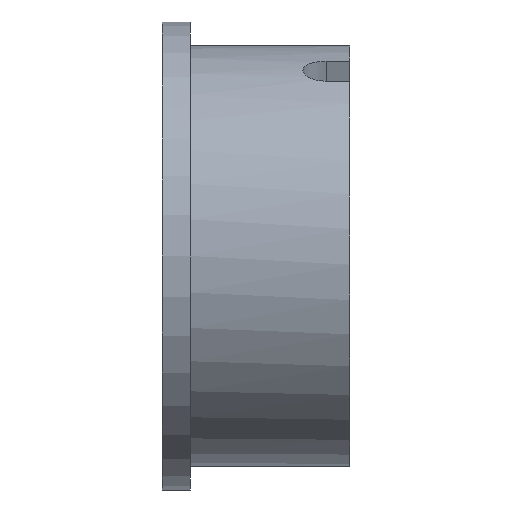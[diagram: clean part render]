
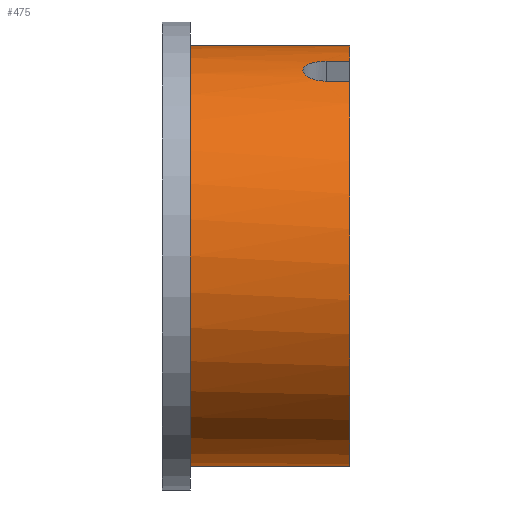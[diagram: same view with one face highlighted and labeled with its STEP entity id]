
A CAD part, left-side view. The second image highlights one B-rep face of the part: STEP entity #475.
In plain terms, the highlighted cylindrical face has radius 22.5 mm (diameter 45 mm), a partial arc.
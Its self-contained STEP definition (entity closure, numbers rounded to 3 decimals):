
#4 = EDGE_CURVE ( 'NONE', #170, #234, #59, .T. ) ;
#29 = CARTESIAN_POINT ( 'NONE',  ( -9.352, 4.448, 20.465 ) ) ;
#33 = CARTESIAN_POINT ( 'NONE',  ( -9.695, 4.724, 20.304 ) ) ;
#39 = DIRECTION ( 'NONE',  ( 0., 0., -1. ) ) ;
#45 = DIRECTION ( 'NONE',  ( 0., -1., 0. ) ) ;
#50 = CARTESIAN_POINT ( 'NONE',  ( -8.588, 2.5, 20.797 ) ) ;
#54 = CARTESIAN_POINT ( 'NONE',  ( 0., 0., 0. ) ) ;
#59 = CIRCLE ( 'NONE', #377, 22.5 ) ;
#70 = AXIS2_PLACEMENT_3D ( 'NONE', #511, #462, #39 ) ;
#75 = CARTESIAN_POINT ( 'NONE',  ( -12.548, 2.5, 18.676 ) ) ;
#76 = DIRECTION ( 'NONE',  ( 0., -1., 0. ) ) ;
#82 = ORIENTED_EDGE ( 'NONE', *, *, #432, .T. ) ;
#85 = EDGE_LOOP ( 'NONE', ( #88, #191, #369, #598, #278, #82, #459, #389 ) ) ;
#88 = ORIENTED_EDGE ( 'NONE', *, *, #519, .F. ) ;
#92 = DIRECTION ( 'NONE',  ( 0., -1., 0. ) ) ;
#93 = VERTEX_POINT ( 'NONE', #226 ) ;
#112 = VECTOR ( 'NONE', #76, 1000. ) ;
#116 = CARTESIAN_POINT ( 'NONE',  ( -12.527, 2.809, 18.691 ) ) ;
#119 = CARTESIAN_POINT ( 'NONE',  ( -12.548, 2.5, 18.676 ) ) ;
#124 = LINE ( 'NONE', #361, #112 ) ;
#125 = CARTESIAN_POINT ( 'NONE',  ( -12.325, 3.704, 18.824 ) ) ;
#128 = CARTESIAN_POINT ( 'NONE',  ( -10.761, 5., 19.76 ) ) ;
#148 = FACE_OUTER_BOUND ( 'NONE', #85, .T. ) ;
#158 = EDGE_CURVE ( 'NONE', #225, #393, #124, .T. ) ;
#169 = CARTESIAN_POINT ( 'NONE',  ( 0., 17., 0. ) ) ;
#170 = VERTEX_POINT ( 'NONE', #410 ) ;
#172 = CARTESIAN_POINT ( 'NONE',  ( -10.351, 5., 19.98 ) ) ;
#180 = CARTESIAN_POINT ( 'NONE',  ( -11.644, 4.636, 19.253 ) ) ;
#181 = DIRECTION ( 'NONE',  ( 0., 0., -1. ) ) ;
#186 = DIRECTION ( 'NONE',  ( 0., -1., 0. ) ) ;
#191 = ORIENTED_EDGE ( 'NONE', *, *, #445, .T. ) ;
#214 = VECTOR ( 'NONE', #186, 1000. ) ;
#217 = CARTESIAN_POINT ( 'NONE',  ( -9.574, 4.639, 20.362 ) ) ;
#224 = CARTESIAN_POINT ( 'NONE',  ( -8.979, 3.977, 20.631 ) ) ;
#225 = VERTEX_POINT ( 'NONE', #50 ) ;
#226 = CARTESIAN_POINT ( 'NONE',  ( 0., 0., 22.5 ) ) ;
#228 = DIRECTION ( 'NONE',  ( 0., -1., 0. ) ) ;
#230 = CARTESIAN_POINT ( 'NONE',  ( -8.588, 2.5, 20.797 ) ) ;
#234 = VERTEX_POINT ( 'NONE', #426 ) ;
#237 = LINE ( 'NONE', #240, #264 ) ;
#239 = DIRECTION ( 'NONE',  ( 0., -1., 0. ) ) ;
#240 = CARTESIAN_POINT ( 'NONE',  ( 0., 17., 22.5 ) ) ;
#264 = VECTOR ( 'NONE', #45, 1000. ) ;
#270 = CARTESIAN_POINT ( 'NONE',  ( -11.289, 4.858, 19.464 ) ) ;
#272 = CARTESIAN_POINT ( 'NONE',  ( -11.947, 4.336, 19.067 ) ) ;
#275 = CARTESIAN_POINT ( 'NONE',  ( -8.777, 3.563, 20.717 ) ) ;
#276 = VERTEX_POINT ( 'NONE', #470 ) ;
#278 = ORIENTED_EDGE ( 'NONE', *, *, #309, .T. ) ;
#283 = CYLINDRICAL_SURFACE ( 'NONE', #70, 22.5 ) ;
#305 = CARTESIAN_POINT ( 'NONE',  ( -8.837, 3.708, 20.692 ) ) ;
#308 = EDGE_CURVE ( 'NONE', #93, #393, #497, .T. ) ;
#309 = EDGE_CURVE ( 'NONE', #170, #402, #419, .T. ) ;
#316 = CARTESIAN_POINT ( 'NONE',  ( -9.061, 4.103, 20.595 ) ) ;
#350 = CARTESIAN_POINT ( 'NONE',  ( -8.588, 0., 20.797 ) ) ;
#361 = CARTESIAN_POINT ( 'NONE',  ( -8.588, 17., 20.797 ) ) ;
#368 = DIRECTION ( 'NONE',  ( 0., 0., -1. ) ) ;
#369 = ORIENTED_EDGE ( 'NONE', *, *, #456, .T. ) ;
#375 = DIRECTION ( 'NONE',  ( 0., 0., -1. ) ) ;
#377 = AXIS2_PLACEMENT_3D ( 'NONE', #589, #228, #181 ) ;
#389 = ORIENTED_EDGE ( 'NONE', *, *, #308, .F. ) ;
#393 = VERTEX_POINT ( 'NONE', #350 ) ;
#395 = CARTESIAN_POINT ( 'NONE',  ( -8.647, 3.118, 20.772 ) ) ;
#398 = CARTESIAN_POINT ( 'NONE',  ( -12.119, 4.099, 18.957 ) ) ;
#402 = VERTEX_POINT ( 'NONE', #75 ) ;
#410 = CARTESIAN_POINT ( 'NONE',  ( -12.548, 0., 18.676 ) ) ;
#413 = AXIS2_PLACEMENT_3D ( 'NONE', #54, #239, #375 ) ;
#419 = LINE ( 'NONE', #508, #599 ) ;
#426 = CARTESIAN_POINT ( 'NONE',  ( 0., 0., -22.5 ) ) ;
#432 = EDGE_CURVE ( 'NONE', #402, #225, #600, .T. ) ;
#444 = CARTESIAN_POINT ( 'NONE',  ( -9.249, 4.34, 20.511 ) ) ;
#445 = EDGE_CURVE ( 'NONE', #276, #448, #469, .T. ) ;
#448 = VERTEX_POINT ( 'NONE', #548 ) ;
#451 = CARTESIAN_POINT ( 'NONE',  ( -8.618, 2.809, 20.784 ) ) ;
#454 = LINE ( 'NONE', #597, #214 ) ;
#456 = EDGE_CURVE ( 'NONE', #448, #234, #454, .T. ) ;
#459 = ORIENTED_EDGE ( 'NONE', *, *, #158, .T. ) ;
#462 = DIRECTION ( 'NONE',  ( 0., -1., 0. ) ) ;
#469 = CIRCLE ( 'NONE', #557, 22.5 ) ;
#470 = CARTESIAN_POINT ( 'NONE',  ( 0., 17., 22.5 ) ) ;
#475 = ADVANCED_FACE ( 'NONE', ( #148 ), #283, .T. ) ;
#485 = CARTESIAN_POINT ( 'NONE',  ( -12.504, 3.118, 18.706 ) ) ;
#497 = CIRCLE ( 'NONE', #413, 22.5 ) ;
#508 = CARTESIAN_POINT ( 'NONE',  ( -12.548, 17., 18.676 ) ) ;
#511 = CARTESIAN_POINT ( 'NONE',  ( 0., 17., 0. ) ) ;
#519 = EDGE_CURVE ( 'NONE', #276, #93, #237, .T. ) ;
#529 = CARTESIAN_POINT ( 'NONE',  ( -11.852, 4.445, 19.126 ) ) ;
#534 = CARTESIAN_POINT ( 'NONE',  ( -10.073, 4.928, 20.121 ) ) ;
#539 = CARTESIAN_POINT ( 'NONE',  ( -12.38, 3.56, 18.788 ) ) ;
#542 = CARTESIAN_POINT ( 'NONE',  ( -11.531, 4.72, 19.321 ) ) ;
#548 = CARTESIAN_POINT ( 'NONE',  ( 0., 17., -22.5 ) ) ;
#554 = DIRECTION ( 'NONE',  ( 0., 1., 0. ) ) ;
#557 = AXIS2_PLACEMENT_3D ( 'NONE', #169, #92, #368 ) ;
#579 = CARTESIAN_POINT ( 'NONE',  ( -10.9, 4.981, 19.684 ) ) ;
#583 = CARTESIAN_POINT ( 'NONE',  ( -11.163, 4.91, 19.536 ) ) ;
#589 = CARTESIAN_POINT ( 'NONE',  ( 0., 0., 0. ) ) ;
#594 = CARTESIAN_POINT ( 'NONE',  ( -12.195, 3.972, 18.909 ) ) ;
#597 = CARTESIAN_POINT ( 'NONE',  ( 0., 17., -22.5 ) ) ;
#598 = ORIENTED_EDGE ( 'NONE', *, *, #4, .F. ) ;
#599 = VECTOR ( 'NONE', #554, 1000. ) ;
#600 = B_SPLINE_CURVE_WITH_KNOTS ( 'NONE', 3,
 ( #119, #116, #485, #539, #125, #594, #398, #272, #529, #180, #542, #270, #583, #579, #128, #172, #534, #33, #217, #29, #444, #316, #224, #305, #275, #395, #451, #230 ),
 .UNSPECIFIED., .F., .F.,
 ( 4, 2, 2, 2, 2, 2, 2, 2, 2, 2, 2, 2, 2, 4 ),
 ( 0., 0.001, 0.001, 0.002, 0.002, 0.003, 0.003, 0.004, 0.005, 0.005, 0.006, 0.006, 0.006, 0.007 ),
 .UNSPECIFIED. ) ;
